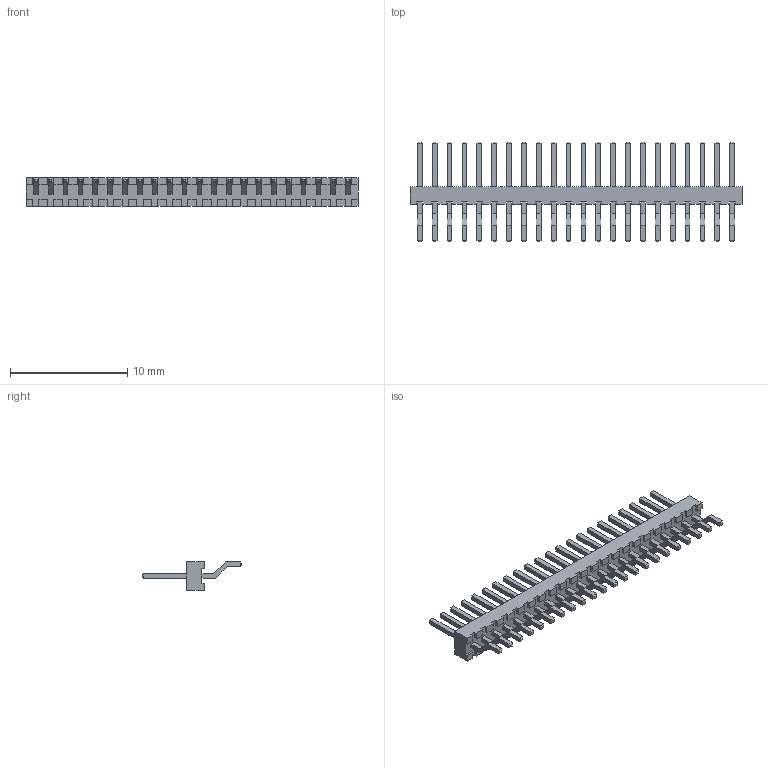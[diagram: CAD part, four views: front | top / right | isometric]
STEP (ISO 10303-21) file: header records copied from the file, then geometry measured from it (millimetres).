
FILE_DESCRIPTION(/* description */ (''),/* implementation_level */ '2;1');
FILE_NAME(/* name */ 'PinHeader_2x22_P1.27mm_Horziontal_SMD.step',/* time_stamp */ '2022-07-31T17:17:48-07:00',/* author */ (''),/* organization */ (''),/* preprocessor_version */ 'ST-DEVELOPER v19',/* originating_system */ 'Autodesk Translation Framework v11.7.0.108',/* authorisation */ '');
FILE_SCHEMA (('AUTOMOTIVE_DESIGN { 1 0 10303 214 3 1 1 }'));
Length unit declared in the file: millimetre
Products named in the file (1): PinHeader_2x22_P1.27mm_Horziontal_SMD
Bounding box: 28.35 x 8.5 x 2.4 mm (x, y, z)
Volume: 119 mm3; surface area: 517.8 mm2
Topology: 45 solids, 45 shells, 714 faces, 1696 edges, 1072 vertices
Faces by surface type: plane 714
Entity records: 19915 total; most frequent: CARTESIAN_POINT 3483, ORIENTED_EDGE 3392, DIRECTION 3126, LINE 1696, VECTOR 1696, EDGE_CURVE 1696, VERTEX_POINT 1072, AXIS2_PLACEMENT_3D 715
